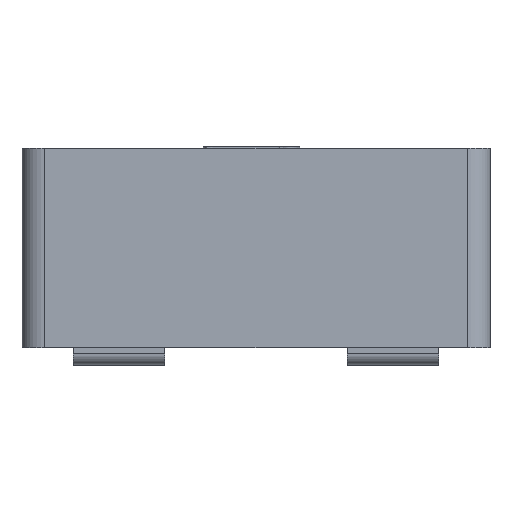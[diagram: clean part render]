
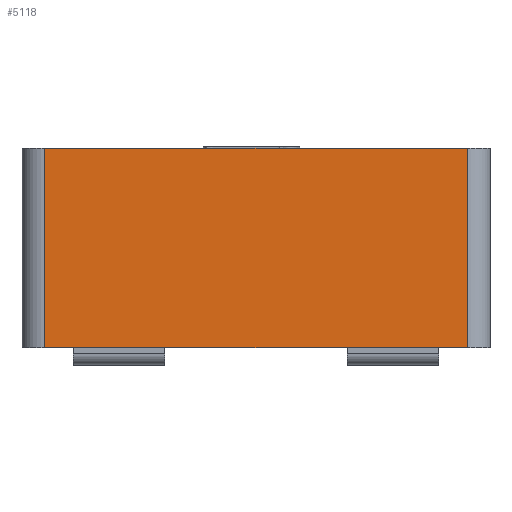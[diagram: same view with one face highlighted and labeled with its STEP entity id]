
A CAD part, front view. The second image highlights one B-rep face of the part: STEP entity #5118.
In plain terms, the highlighted planar face has unit normal (0, -1, 0).
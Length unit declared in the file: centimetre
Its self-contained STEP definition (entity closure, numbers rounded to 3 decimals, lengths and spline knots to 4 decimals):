
#651=ORIENTED_EDGE('',*,*,#1604,.F.);
#652=ORIENTED_EDGE('',*,*,#1605,.T.);
#653=ORIENTED_EDGE('',*,*,#1579,.T.);
#654=ORIENTED_EDGE('',*,*,#1606,.T.);
#1579=EDGE_CURVE('',#2075,#2076,#2418,.T.);
#1604=EDGE_CURVE('',#2099,#2100,#2431,.T.);
#1605=EDGE_CURVE('',#2099,#2075,#2432,.F.);
#1606=EDGE_CURVE('',#2076,#2100,#2433,.T.);
#2075=VERTEX_POINT('',#7599);
#2076=VERTEX_POINT('',#7600);
#2099=VERTEX_POINT('',#7713);
#2100=VERTEX_POINT('',#7714);
#2418=LINE('',#7598,#2810);
#2431=LINE('',#7712,#2823);
#2432=LINE('',#7715,#2824);
#2433=LINE('',#7716,#2825);
#2810=VECTOR('',#5760,100.);
#2823=VECTOR('',#5787,100.);
#2824=VECTOR('',#5788,100.);
#2825=VECTOR('',#5789,100.);
#3105=EDGE_LOOP('',(#651,#652,#653,#654));
#3331=FACE_BOUND('',#3105,.T.);
#3533=PLANE('',#5351);
#5118=ADVANCED_FACE('',(#3331),#3533,.T.);
#5351=AXIS2_PLACEMENT_3D('',#7711,#5785,#5786);
#5760=DIRECTION('',(-1.,0.,0.));
#5785=DIRECTION('',(0.,-1.,0.));
#5786=DIRECTION('',(0.,0.,-1.));
#5787=DIRECTION('',(-1.,0.,0.));
#5788=DIRECTION('',(0.,0.,-1.));
#5789=DIRECTION('',(0.,0.,-1.));
#7598=CARTESIAN_POINT('',(0.205,-0.205,0.115));
#7599=CARTESIAN_POINT('',(0.185,-0.205,0.115));
#7600=CARTESIAN_POINT('',(-0.185,-0.205,0.115));
#7711=CARTESIAN_POINT('',(0.205,-0.205,0.115));
#7712=CARTESIAN_POINT('',(0.205,-0.205,-0.06));
#7713=CARTESIAN_POINT('',(0.185,-0.205,-0.06));
#7714=CARTESIAN_POINT('',(-0.185,-0.205,-0.06));
#7715=CARTESIAN_POINT('',(0.185,-0.205,0.115));
#7716=CARTESIAN_POINT('',(-0.185,-0.205,0.115));
